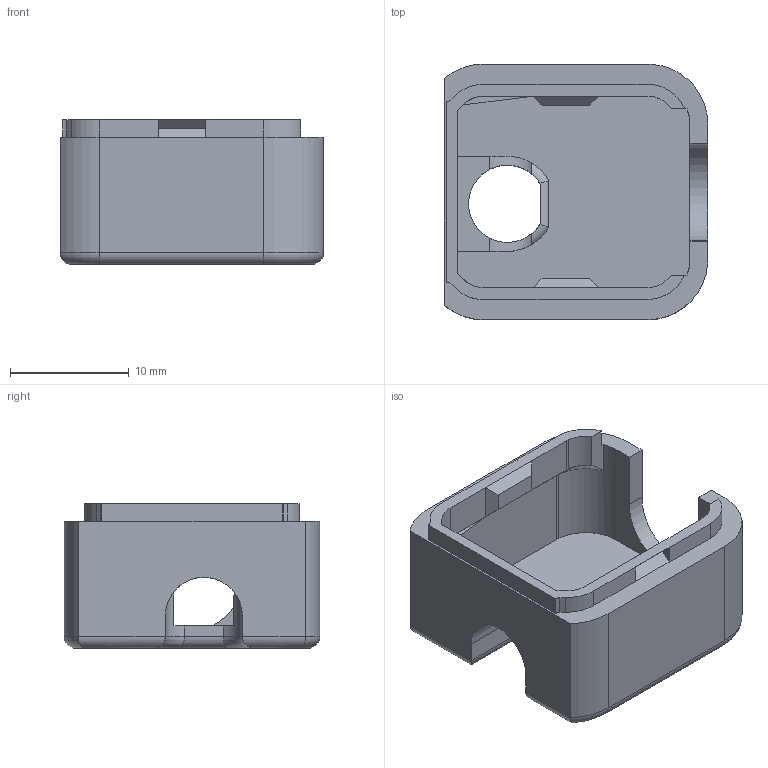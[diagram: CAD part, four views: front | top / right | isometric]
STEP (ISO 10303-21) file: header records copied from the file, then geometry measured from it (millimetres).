
FILE_DESCRIPTION(/* description */ (''),/* implementation_level */ '2;1');
FILE_NAME(/* name */ 'USB_Switch_Tester_Top_Case.step',/* time_stamp */ '2023-04-26T17:47:10-07:00',/* author */ (''),/* organization */ (''),/* preprocessor_version */ 'ST-DEVELOPER v19.2',/* originating_system */ 'Autodesk Translation Framework v12.4.0.73',/* authorisation */ '');
FILE_SCHEMA (('AUTOMOTIVE_DESIGN { 1 0 10303 214 3 1 1 }'));
Length unit declared in the file: millimetre
Products named in the file (2): USB_Switch_Tester_Top_Case; Component1
Assembly tree (1 placements, depth 2):
  USB_Switch_Tester_Top_Case
    Component1
Bounding box: 22.18 x 21.51 x 12.2 mm (x, y, z)
Volume: 1713.3 mm3; surface area: 2605.2 mm2
Topology: 1 solids, 1 shells, 121 faces, 326 edges, 205 vertices
Faces by surface type: plane 72, cylinder 37, torus 8, cone 4
Entity records: 3993 total; most frequent: CARTESIAN_POINT 903, ORIENTED_EDGE 652, DIRECTION 625, EDGE_CURVE 326, LINE 223, VECTOR 223, VERTEX_POINT 205, AXIS2_PLACEMENT_3D 201
